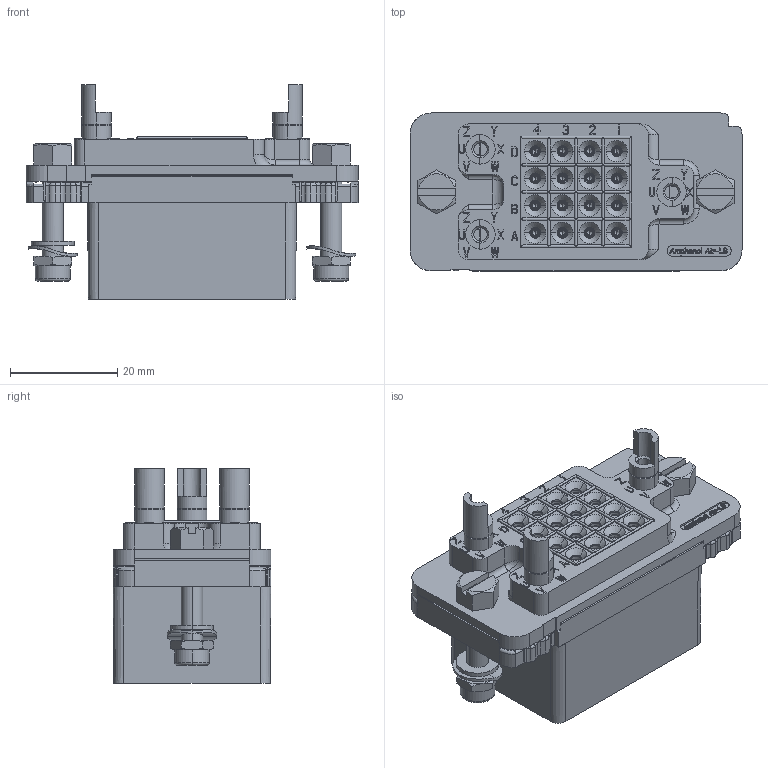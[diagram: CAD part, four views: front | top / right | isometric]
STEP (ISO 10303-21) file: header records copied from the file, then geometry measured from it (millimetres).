
FILE_DESCRIPTION((''),'2;1');
FILE_NAME('34108027000SRF','2020-02-11T',('presta_be4'),(''),'CREO PARAMETRIC BY PTC INC, 2018360','CREO PARAMETRIC BY PTC INC, 2018360','');
FILE_SCHEMA(('CONFIG_CONTROL_DESIGN'));
Products named in the file (1): 34108027000SRF
Bounding box: 62 x 29.5 x 40.15 mm (x, y, z)
Volume: 28421.9 mm3; surface area: 32286 mm2
Topology: 2 solids, 3 shells, 4108 faces, 11393 edges, 7405 vertices
Faces by surface type: plane 2666, cylinder 638, cone 334, extrusion 304, torus 150, bspline 12, sphere 4
Entity records: 143581 total; most frequent: CARTESIAN_POINT 39538, ORIENTED_EDGE 22722, DIRECTION 19890, EDGE_CURVE 11361, VECTOR 8066, LINE 7762, VERTEX_POINT 7405, AXIS2_PLACEMENT_3D 5912
